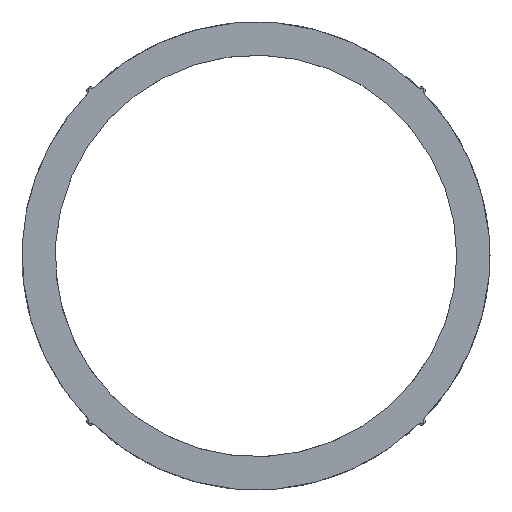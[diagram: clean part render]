
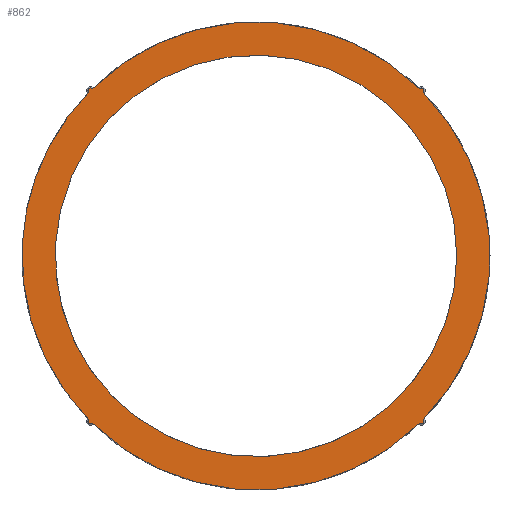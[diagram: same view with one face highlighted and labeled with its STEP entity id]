
A CAD part, top view. The second image highlights one B-rep face of the part: STEP entity #862.
In plain terms, the highlighted planar face has unit normal (0, 0, 1).
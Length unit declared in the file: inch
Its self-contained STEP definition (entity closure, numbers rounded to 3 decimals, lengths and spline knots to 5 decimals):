
#359=CARTESIAN_POINT('',(1.33282,1.30454,0.25));
#360=VERTEX_POINT('',#359);
#387=CARTESIAN_POINT('',(1.30454,1.33282,0.25));
#388=VERTEX_POINT('',#387);
#404=CARTESIAN_POINT('',(1.31875,1.31875,0.25));
#405=DIRECTION('',(0.0,0.0,-1.));
#406=DIRECTION('',(0.707,0.707,0.0));
#407=AXIS2_PLACEMENT_3D('',#404,#405,#406);
#408=CIRCLE('',#407,0.02);
#409=EDGE_CURVE('',#388,#360,#408,.T.);
#517=CARTESIAN_POINT('',(1.30454,-1.33282,0.25));
#518=VERTEX_POINT('',#517);
#545=CARTESIAN_POINT('',(1.33282,-1.30454,0.25));
#546=VERTEX_POINT('',#545);
#562=CARTESIAN_POINT('',(1.31875,-1.31875,0.25));
#563=DIRECTION('',(0.0,0.0,-1.));
#564=DIRECTION('',(0.707,-0.707,0.0));
#565=AXIS2_PLACEMENT_3D('',#562,#563,#564);
#566=CIRCLE('',#565,0.02);
#567=EDGE_CURVE('',#546,#518,#566,.T.);
#675=CARTESIAN_POINT('',(-1.33282,-1.30454,0.25));
#676=VERTEX_POINT('',#675);
#703=CARTESIAN_POINT('',(-1.30454,-1.33282,0.25));
#704=VERTEX_POINT('',#703);
#720=CARTESIAN_POINT('',(-1.31875,-1.31875,0.25));
#721=DIRECTION('',(0.0,0.0,-1.));
#722=DIRECTION('',(-0.707,-0.707,0.0));
#723=AXIS2_PLACEMENT_3D('',#720,#721,#722);
#724=CIRCLE('',#723,0.02);
#725=EDGE_CURVE('',#704,#676,#724,.T.);
#759=CARTESIAN_POINT('',(-1.33282,1.30454,0.25));
#760=VERTEX_POINT('',#759);
#776=CARTESIAN_POINT('',(-1.30454,1.33282,0.25));
#777=VERTEX_POINT('',#776);
#778=CARTESIAN_POINT('',(-1.31875,1.31875,0.25));
#779=DIRECTION('',(0.0,0.0,-1.));
#780=DIRECTION('',(-0.707,0.707,0.0));
#781=AXIS2_PLACEMENT_3D('',#778,#779,#780);
#782=CIRCLE('',#781,0.02);
#783=EDGE_CURVE('',#760,#777,#782,.T.);
#812=CARTESIAN_POINT('',(0.0,0.0,0.25));
#813=DIRECTION('',(0.0,0.0,-1.0));
#814=DIRECTION('',(-1.0,0.0,0.0));
#815=AXIS2_PLACEMENT_3D('',#812,#813,#814);
#816=PLANE('',#815);
#817=CARTESIAN_POINT('',(0.0,0.0,0.25));
#818=DIRECTION('',(0.0,0.0,-1.0));
#819=DIRECTION('',(-1.0,0.0,0.0));
#820=AXIS2_PLACEMENT_3D('',#817,#818,#819);
#821=CIRCLE('',#820,1.865);
#822=EDGE_CURVE('',#777,#388,#821,.T.);
#823=ORIENTED_EDGE('',*,*,#822,.F.);
#824=ORIENTED_EDGE('',*,*,#783,.F.);
#825=CARTESIAN_POINT('',(0.0,0.0,0.25));
#826=DIRECTION('',(0.0,0.0,-1.0));
#827=DIRECTION('',(-1.0,0.0,0.0));
#828=AXIS2_PLACEMENT_3D('',#825,#826,#827);
#829=CIRCLE('',#828,1.865);
#830=EDGE_CURVE('',#676,#760,#829,.T.);
#831=ORIENTED_EDGE('',*,*,#830,.F.);
#832=ORIENTED_EDGE('',*,*,#725,.F.);
#833=CARTESIAN_POINT('',(0.0,0.0,0.25));
#834=DIRECTION('',(0.0,0.0,-1.0));
#835=DIRECTION('',(-1.0,0.0,0.0));
#836=AXIS2_PLACEMENT_3D('',#833,#834,#835);
#837=CIRCLE('',#836,1.865);
#838=EDGE_CURVE('',#518,#704,#837,.T.);
#839=ORIENTED_EDGE('',*,*,#838,.F.);
#840=ORIENTED_EDGE('',*,*,#567,.F.);
#841=CARTESIAN_POINT('',(0.0,0.0,0.25));
#842=DIRECTION('',(0.0,0.0,-1.0));
#843=DIRECTION('',(-1.0,0.0,0.0));
#844=AXIS2_PLACEMENT_3D('',#841,#842,#843);
#845=CIRCLE('',#844,1.865);
#846=EDGE_CURVE('',#360,#546,#845,.T.);
#847=ORIENTED_EDGE('',*,*,#846,.F.);
#848=ORIENTED_EDGE('',*,*,#409,.F.);
#849=EDGE_LOOP('',(#823,#824,#831,#832,#839,#840,#847,#848));
#850=FACE_OUTER_BOUND('',#849,.T.);
#851=CARTESIAN_POINT('',(1.6,0.,0.25));
#852=VERTEX_POINT('',#851);
#853=CARTESIAN_POINT('',(0.0,0.0,0.25));
#854=DIRECTION('',(0.0,0.0,-1.0));
#855=DIRECTION('',(-1.0,0.0,0.0));
#856=AXIS2_PLACEMENT_3D('',#853,#854,#855);
#857=CIRCLE('',#856,1.6);
#858=EDGE_CURVE('',#852,#852,#857,.T.);
#859=ORIENTED_EDGE('',*,*,#858,.T.);
#860=EDGE_LOOP('',(#859));
#861=FACE_BOUND('',#860,.T.);
#862=ADVANCED_FACE('',(#850,#861),#816,.F.);
